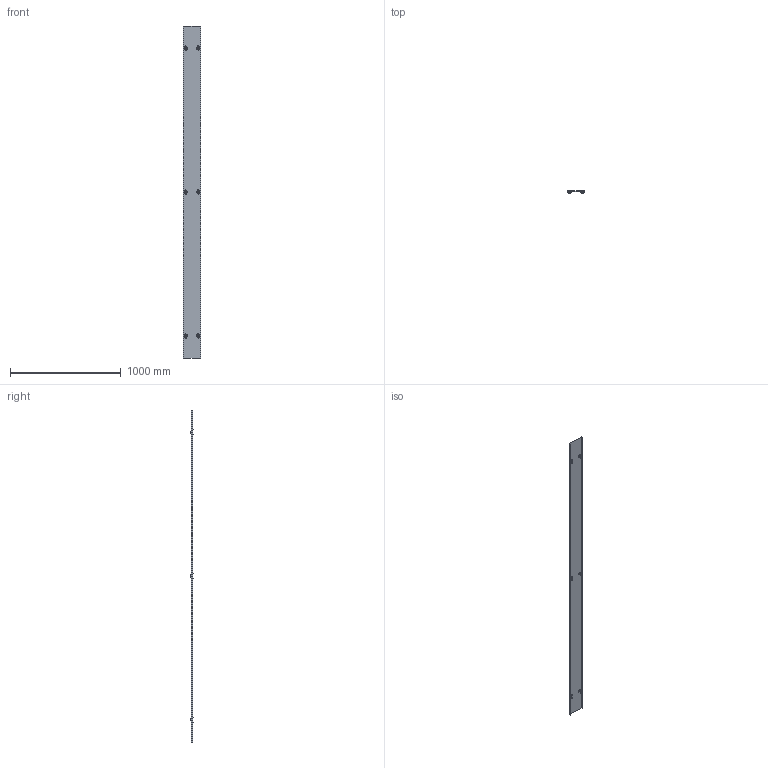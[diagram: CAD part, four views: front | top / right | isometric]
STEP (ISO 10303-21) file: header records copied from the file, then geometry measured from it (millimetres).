
FILE_DESCRIPTION (( 'STEP AP214' ), '1' );
FILE_NAME ('6052706.stp', '2020-06-29T12:40:21', ( '' ), ( '' ), 'SwSTEP 2.0', 'SolidWorks 2018', '' );
FILE_SCHEMA (( 'AUTOMOTIVE_DESIGN' ));
Length unit declared in the file: millimetre
Products named in the file (4): 109905_quadratisch; 099600_Standard; 116611_150x3000 s=1,0; 6052706
Assembly tree (13 placements, depth 2):
  6052706
    116611_150x3000 s=1,0
    109905_quadratisch  x6
    099600_Standard  x6
Bounding box: 154 x 21.36 x 3000 mm (x, y, z)
Volume: 550873 mm3; surface area: 1090326.3 mm2
Topology: 13 solids, 13 shells, 522 faces, 1368 edges, 878 vertices
Faces by surface type: plane 216, bspline 204, cone 66, cylinder 24, torus 12
Entity records: 5544 total; most frequent: CARTESIAN_POINT 2825, ORIENTED_EDGE 592, DIRECTION 417, EDGE_CURVE 296, VERTEX_POINT 193, AXIS2_PLACEMENT_3D 145, EDGE_LOOP 129, LINE 127
